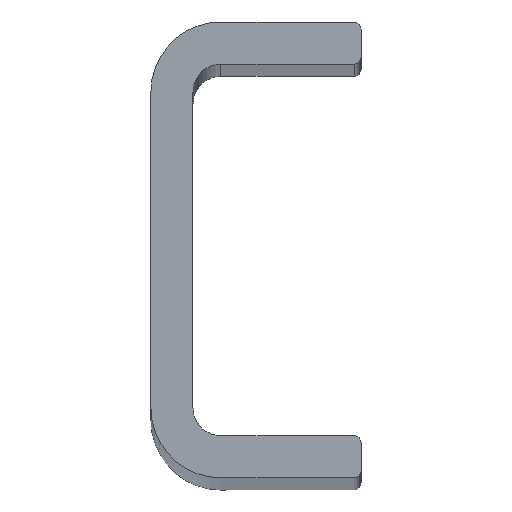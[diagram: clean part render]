
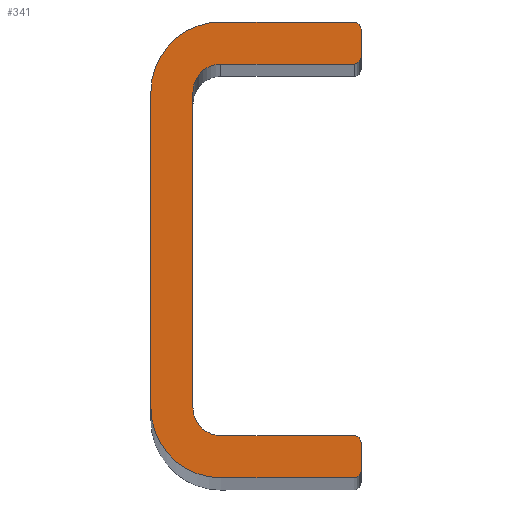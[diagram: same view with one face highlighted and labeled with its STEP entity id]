
A CAD part, top view. The second image highlights one B-rep face of the part: STEP entity #341.
In plain terms, the highlighted planar face has unit normal (0, 0, 1).
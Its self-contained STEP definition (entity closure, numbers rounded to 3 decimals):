
#16=CIRCLE('',#360,4.);
#18=CIRCLE('',#364,1.);
#20=CIRCLE('',#368,1.);
#22=CIRCLE('',#372,10.);
#24=CIRCLE('',#376,10.);
#26=CIRCLE('',#380,1.);
#28=CIRCLE('',#384,1.);
#30=CIRCLE('',#388,4.);
#55=FACE_OUTER_BOUND('',#73,.T.);
#73=EDGE_LOOP('',(#283,#284,#285,#286,#287,#288,#289,#290,#291,#292,#293,
#294,#295,#296,#297,#298));
#77=LINE('',#501,#109);
#81=LINE('',#513,#113);
#85=LINE('',#525,#117);
#89=LINE('',#537,#121);
#93=LINE('',#549,#125);
#97=LINE('',#561,#129);
#101=LINE('',#573,#133);
#105=LINE('',#585,#137);
#109=VECTOR('',#397,10.);
#113=VECTOR('',#409,10.);
#117=VECTOR('',#421,10.);
#121=VECTOR('',#433,10.);
#125=VECTOR('',#445,10.);
#129=VECTOR('',#457,10.);
#133=VECTOR('',#469,10.);
#137=VECTOR('',#481,10.);
#141=VERTEX_POINT('',#498);
#142=VERTEX_POINT('',#500);
#144=VERTEX_POINT('',#506);
#146=VERTEX_POINT('',#512);
#148=VERTEX_POINT('',#518);
#150=VERTEX_POINT('',#524);
#152=VERTEX_POINT('',#530);
#154=VERTEX_POINT('',#536);
#156=VERTEX_POINT('',#542);
#158=VERTEX_POINT('',#548);
#160=VERTEX_POINT('',#554);
#162=VERTEX_POINT('',#560);
#164=VERTEX_POINT('',#566);
#166=VERTEX_POINT('',#572);
#168=VERTEX_POINT('',#578);
#170=VERTEX_POINT('',#584);
#173=EDGE_CURVE('',#142,#141,#77,.T.);
#176=EDGE_CURVE('',#144,#142,#16,.T.);
#179=EDGE_CURVE('',#146,#144,#81,.T.);
#182=EDGE_CURVE('',#148,#146,#18,.T.);
#185=EDGE_CURVE('',#150,#148,#85,.T.);
#188=EDGE_CURVE('',#152,#150,#20,.T.);
#191=EDGE_CURVE('',#154,#152,#89,.T.);
#194=EDGE_CURVE('',#156,#154,#22,.T.);
#197=EDGE_CURVE('',#158,#156,#93,.T.);
#200=EDGE_CURVE('',#160,#158,#24,.T.);
#203=EDGE_CURVE('',#162,#160,#97,.T.);
#206=EDGE_CURVE('',#164,#162,#26,.T.);
#209=EDGE_CURVE('',#166,#164,#101,.T.);
#212=EDGE_CURVE('',#168,#166,#28,.T.);
#215=EDGE_CURVE('',#170,#168,#105,.T.);
#218=EDGE_CURVE('',#141,#170,#30,.T.);
#283=ORIENTED_EDGE('',*,*,#218,.T.);
#284=ORIENTED_EDGE('',*,*,#215,.T.);
#285=ORIENTED_EDGE('',*,*,#212,.T.);
#286=ORIENTED_EDGE('',*,*,#209,.T.);
#287=ORIENTED_EDGE('',*,*,#206,.T.);
#288=ORIENTED_EDGE('',*,*,#203,.T.);
#289=ORIENTED_EDGE('',*,*,#200,.T.);
#290=ORIENTED_EDGE('',*,*,#197,.T.);
#291=ORIENTED_EDGE('',*,*,#194,.T.);
#292=ORIENTED_EDGE('',*,*,#191,.T.);
#293=ORIENTED_EDGE('',*,*,#188,.T.);
#294=ORIENTED_EDGE('',*,*,#185,.T.);
#295=ORIENTED_EDGE('',*,*,#182,.T.);
#296=ORIENTED_EDGE('',*,*,#179,.T.);
#297=ORIENTED_EDGE('',*,*,#176,.T.);
#298=ORIENTED_EDGE('',*,*,#173,.T.);
#323=PLANE('',#389);
#341=ADVANCED_FACE('',(#55),#323,.T.);
#360=AXIS2_PLACEMENT_3D('',#507,#403,#404);
#364=AXIS2_PLACEMENT_3D('',#519,#415,#416);
#368=AXIS2_PLACEMENT_3D('',#531,#427,#428);
#372=AXIS2_PLACEMENT_3D('',#543,#439,#440);
#376=AXIS2_PLACEMENT_3D('',#555,#451,#452);
#380=AXIS2_PLACEMENT_3D('',#567,#463,#464);
#384=AXIS2_PLACEMENT_3D('',#579,#475,#476);
#388=AXIS2_PLACEMENT_3D('',#589,#487,#488);
#389=AXIS2_PLACEMENT_3D('',#590,#489,#490);
#397=DIRECTION('',(0.,1.,0.));
#403=DIRECTION('center_axis',(0.,0.,-1.));
#404=DIRECTION('ref_axis',(-1.,0.,0.));
#409=DIRECTION('',(-1.,0.,0.));
#415=DIRECTION('center_axis',(0.,0.,1.));
#416=DIRECTION('ref_axis',(0.,1.,0.));
#421=DIRECTION('',(0.,1.,0.));
#427=DIRECTION('center_axis',(0.,0.,1.));
#428=DIRECTION('ref_axis',(1.,0.,0.));
#433=DIRECTION('',(1.,0.,0.));
#439=DIRECTION('center_axis',(0.,0.,1.));
#440=DIRECTION('ref_axis',(0.,-1.,0.));
#445=DIRECTION('',(0.,-1.,0.));
#451=DIRECTION('center_axis',(0.,0.,1.));
#452=DIRECTION('ref_axis',(-1.,0.,0.));
#457=DIRECTION('',(-1.,0.,0.));
#463=DIRECTION('center_axis',(0.,0.,1.));
#464=DIRECTION('ref_axis',(0.,1.,0.));
#469=DIRECTION('',(0.,1.,0.));
#475=DIRECTION('center_axis',(0.,0.,1.));
#476=DIRECTION('ref_axis',(1.,0.,0.));
#481=DIRECTION('',(1.,0.,0.));
#487=DIRECTION('center_axis',(0.,0.,-1.));
#488=DIRECTION('ref_axis',(0.,1.,0.));
#489=DIRECTION('center_axis',(0.,0.,1.));
#490=DIRECTION('ref_axis',(1.,0.,0.));
#498=CARTESIAN_POINT('',(3.717,33.892,1000.));
#500=CARTESIAN_POINT('',(3.717,-11.108,1000.));
#501=CARTESIAN_POINT('',(3.717,33.892,1000.));
#506=CARTESIAN_POINT('',(7.717,-15.108,1000.));
#507=CARTESIAN_POINT('Origin',(7.717,-11.108,1000.));
#512=CARTESIAN_POINT('',(26.717,-15.108,1000.));
#513=CARTESIAN_POINT('',(7.717,-15.108,1000.));
#518=CARTESIAN_POINT('',(27.717,-16.108,1000.));
#519=CARTESIAN_POINT('Origin',(26.717,-16.108,1000.));
#524=CARTESIAN_POINT('',(27.717,-20.108,1000.));
#525=CARTESIAN_POINT('',(27.717,-16.108,1000.));
#530=CARTESIAN_POINT('',(26.717,-21.108,1000.));
#531=CARTESIAN_POINT('Origin',(26.717,-20.108,1000.));
#536=CARTESIAN_POINT('',(7.717,-21.108,1000.));
#537=CARTESIAN_POINT('',(26.717,-21.108,1000.));
#542=CARTESIAN_POINT('',(-2.283,-11.108,1000.));
#543=CARTESIAN_POINT('Origin',(7.717,-11.108,1000.));
#548=CARTESIAN_POINT('',(-2.283,33.892,1000.));
#549=CARTESIAN_POINT('',(-2.283,-11.108,1000.));
#554=CARTESIAN_POINT('',(7.717,43.892,1000.));
#555=CARTESIAN_POINT('Origin',(7.717,33.892,1000.));
#560=CARTESIAN_POINT('',(26.717,43.892,1000.));
#561=CARTESIAN_POINT('',(7.717,43.892,1000.));
#566=CARTESIAN_POINT('',(27.717,42.892,1000.));
#567=CARTESIAN_POINT('Origin',(26.717,42.892,1000.));
#572=CARTESIAN_POINT('',(27.717,38.892,1000.));
#573=CARTESIAN_POINT('',(27.717,42.892,1000.));
#578=CARTESIAN_POINT('',(26.717,37.892,1000.));
#579=CARTESIAN_POINT('Origin',(26.717,38.892,1000.));
#584=CARTESIAN_POINT('',(7.717,37.892,1000.));
#585=CARTESIAN_POINT('',(26.717,37.892,1000.));
#589=CARTESIAN_POINT('Origin',(7.717,33.892,1000.));
#590=CARTESIAN_POINT('Origin',(12.717,11.392,1000.));
